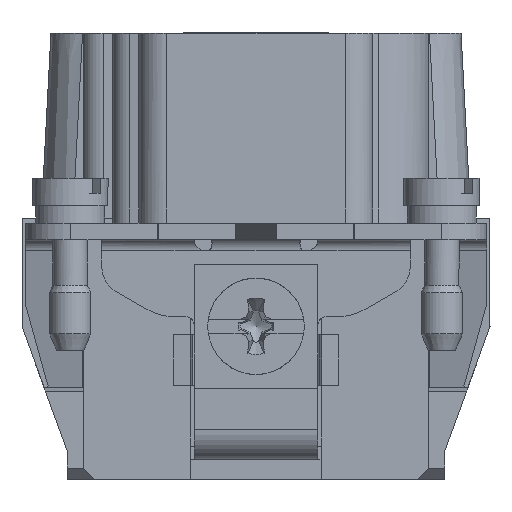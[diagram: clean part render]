
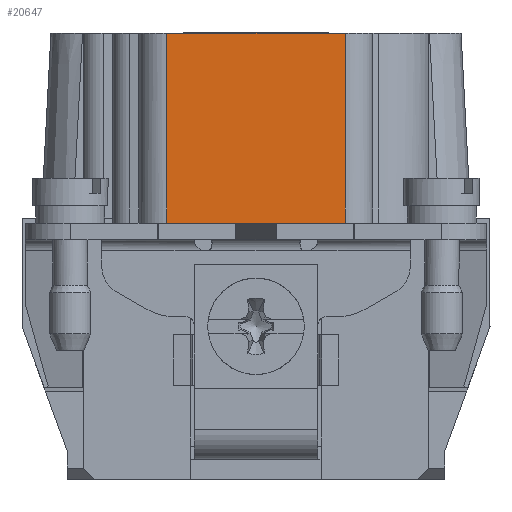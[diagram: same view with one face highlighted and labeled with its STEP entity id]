
A CAD part, left-side view. The second image highlights one B-rep face of the part: STEP entity #20647.
In plain terms, the highlighted planar face has unit normal (-1, 0, 0).
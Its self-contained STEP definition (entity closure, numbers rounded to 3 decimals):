
#18156=FACE_OUTER_BOUND('',#25897,.T.);
#20647=ADVANCED_FACE('',(#18156),#23181,.T.);
#23181=PLANE('',#70635);
#25897=EDGE_LOOP('',(#31008,#31009,#31010,#31011));
#31008=ORIENTED_EDGE('',*,*,#49575,.F.);
#31009=ORIENTED_EDGE('',*,*,#49576,.T.);
#31010=ORIENTED_EDGE('',*,*,#48871,.F.);
#31011=ORIENTED_EDGE('',*,*,#49573,.F.);
#43889=VERTEX_POINT('',#89111);
#43890=VERTEX_POINT('',#89113);
#44368=VERTEX_POINT('',#90651);
#44369=VERTEX_POINT('',#90656);
#48871=EDGE_CURVE('',#43889,#43890,#58473,.T.);
#49573=EDGE_CURVE('',#44368,#43889,#58989,.T.);
#49575=EDGE_CURVE('',#44369,#44368,#58990,.T.);
#49576=EDGE_CURVE('',#44369,#43890,#58991,.T.);
#58473=LINE('',#89112,#62948);
#58989=LINE('',#90652,#63464);
#58990=LINE('',#90655,#63465);
#58991=LINE('',#90657,#63466);
#62948=VECTOR('',#74870,1.);
#63464=VECTOR('',#76288,1.);
#63465=VECTOR('',#76293,1.);
#63466=VECTOR('',#76294,1.);
#70635=AXIS2_PLACEMENT_3D('',#90658,#76295,#76296);
#74870=DIRECTION('',(0.,1.,0.));
#76288=DIRECTION('',(0.,0.,-1.));
#76293=DIRECTION('',(0.,-1.,0.));
#76294=DIRECTION('',(0.,0.,-1.));
#76295=DIRECTION('',(-1.,0.,0.));
#76296=DIRECTION('',(0.,1.,0.));
#89111=CARTESIAN_POINT('',(-55.5,-6.5,1.2));
#89112=CARTESIAN_POINT('',(-55.5,-6.5,1.2));
#89113=CARTESIAN_POINT('',(-55.5,6.5,1.2));
#90651=CARTESIAN_POINT('',(-55.5,-6.5,15.));
#90652=CARTESIAN_POINT('',(-55.5,-6.5,15.));
#90655=CARTESIAN_POINT('',(-55.5,6.5,15.));
#90656=CARTESIAN_POINT('',(-55.5,6.5,15.));
#90657=CARTESIAN_POINT('',(-55.5,6.5,15.));
#90658=CARTESIAN_POINT('',(-55.5,-6.5,15.));
